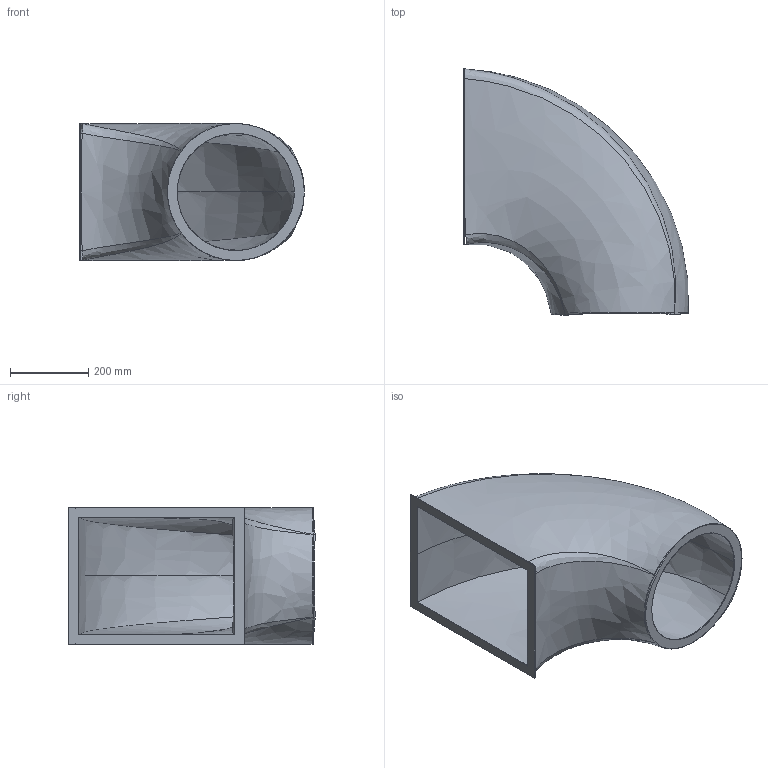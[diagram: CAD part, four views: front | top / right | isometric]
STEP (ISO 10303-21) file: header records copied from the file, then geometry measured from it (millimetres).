
FILE_DESCRIPTION(('FreeCAD Model'),'2;1');
FILE_NAME('Rectangular_circular_bend.step', '2016-12-05T15:18:59',('Author'),(''), 'Open CASCADE STEP processor 6.8','FreeCAD','Unknown');
FILE_SCHEMA(('AUTOMOTIVE_DESIGN_CC2 { 1 2 10303 214 -1 1 5 4 }'));
Length unit declared in the file: millimetre
Products named in the file (3): ASSEMBLY; Clone_of_02-Insulation_THICKNESS; Clone_of_01-Rectangular_circular_bend_flanges
Assembly tree (2 placements, depth 2):
  ASSEMBLY
    Clone_of_02-Insulation_THICKNESS
    Clone_of_01-Rectangular_circular_bend_flanges
Bounding box: 575.4 x 631.03 x 350.8 mm (x, y, z)
Volume: 128212.8 mm3; surface area: 1690590.4 mm2
Topology: 2 solids, 4 shells, 28 faces, 72 edges, 44 vertices
Faces by surface type: plane 12, bspline 9, offset 5, cylinder 2
Full cylindrical faces by diameter (mm): 300 x1, 350.8 x1
Entity records: 2909 total; most frequent: CARTESIAN_POINT 1643, DIRECTION 179, LINE 133, VECTOR 133, ORIENTED_EDGE 116, PCURVE 116, DEFINITIONAL_REPRESENTATION 116, EDGE_CURVE 72
